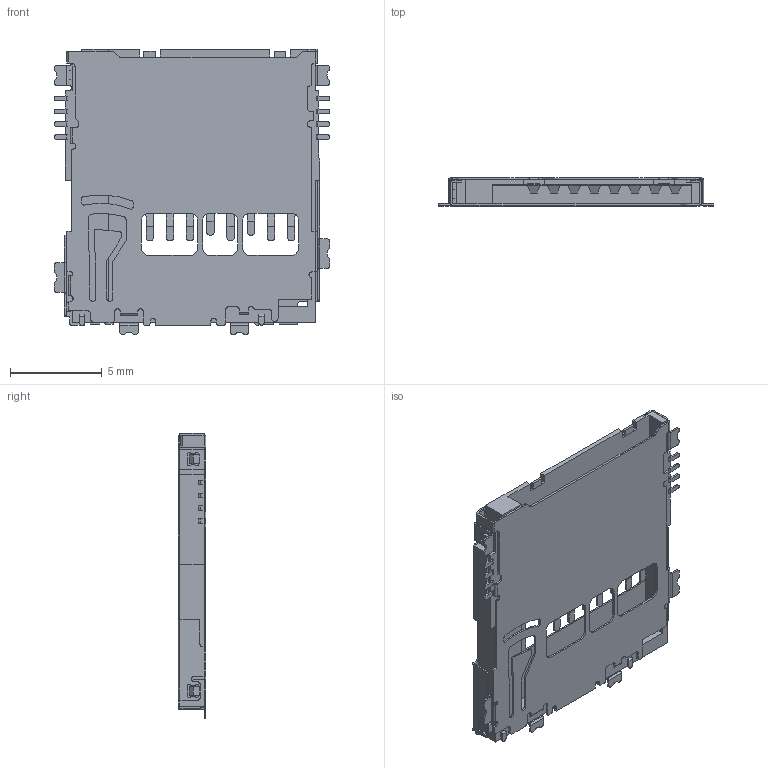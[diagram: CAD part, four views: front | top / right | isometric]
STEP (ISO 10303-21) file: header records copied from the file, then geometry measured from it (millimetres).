
FILE_DESCRIPTION (( 'STEP AP214' ), '1' );
FILE_NAME ('SCHA5B0200.STEP', '2022-09-27T15:52:15', ( '' ), ( '' ), 'SwSTEP 2.0', 'SolidWorks 2017', '' );
FILE_SCHEMA (( 'AUTOMOTIVE_DESIGN' ));
Length unit declared in the file: millimetre
Products named in the file (2): SCHA5B0200; main
Assembly tree (1 placements, depth 2):
  SCHA5B0200
    main
Bounding box: 15 x 1.51 x 15.5 mm (x, y, z)
Volume: 109.3 mm3; surface area: 1093.5 mm2
Topology: 24 solids, 24 shells, 847 faces, 2185 edges, 1389 vertices
Faces by surface type: plane 598, cylinder 249
Entity records: 26904 total; most frequent: CARTESIAN_POINT 4425, DIRECTION 4386, ORIENTED_EDGE 4370, EDGE_CURVE 2185, LINE 1686, VECTOR 1686, VERTEX_POINT 1389, AXIS2_PLACEMENT_3D 1350
